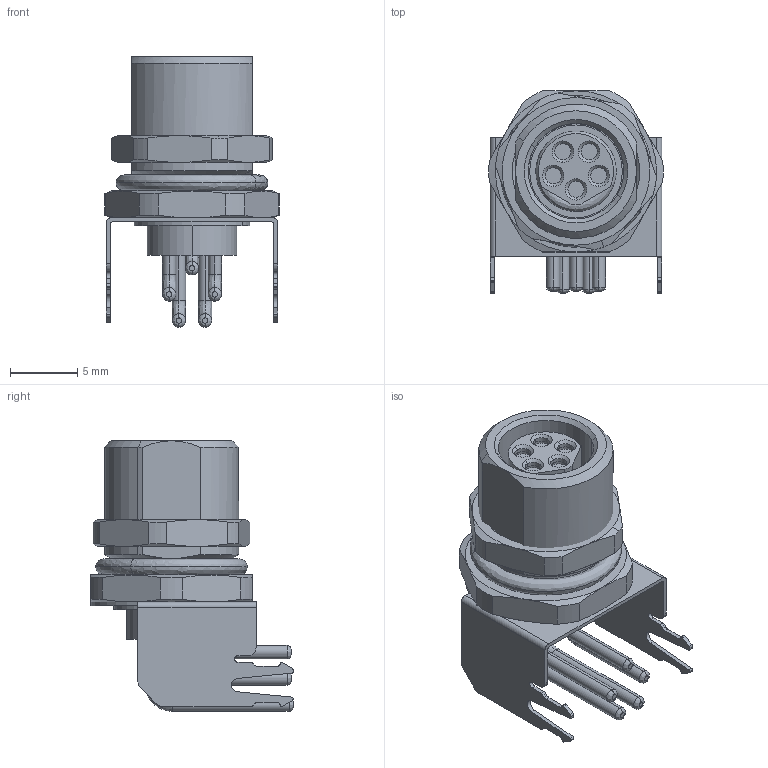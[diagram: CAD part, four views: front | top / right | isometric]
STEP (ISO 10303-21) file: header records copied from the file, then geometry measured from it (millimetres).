
FILE_DESCRIPTION (( 'STEP AP203' ), '1' );
FILE_NAME ('P54.STEP', '2020-03-30T08:00:31', ( 'edpusr' ), ( 'Microsoft' ), 'SwSTEP 2.0', 'SolidWorks 2015', '' );
FILE_SCHEMA (( 'CONFIG_CONTROL_DESIGN' ));
Length unit declared in the file: millimetre
Products named in the file (1): P54
Bounding box: 12.99 x 15.05 x 20.15 mm (x, y, z)
Volume: 1383.8 mm3; surface area: 2677.1 mm2
Topology: 11 solids, 11 shells, 417 faces, 960 edges, 598 vertices
Faces by surface type: cylinder 174, plane 129, cone 79, bspline 35
Entity records: 12576 total; most frequent: CARTESIAN_POINT 2923, DIRECTION 2133, ORIENTED_EDGE 1920, EDGE_CURVE 960, AXIS2_PLACEMENT_3D 862, VERTEX_POINT 598, CIRCLE 479, EDGE_LOOP 458
